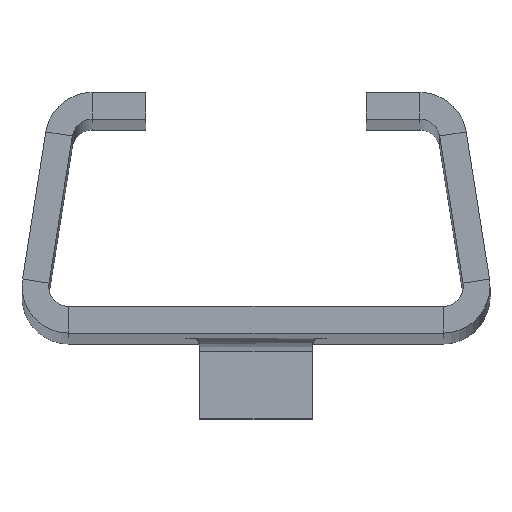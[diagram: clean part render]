
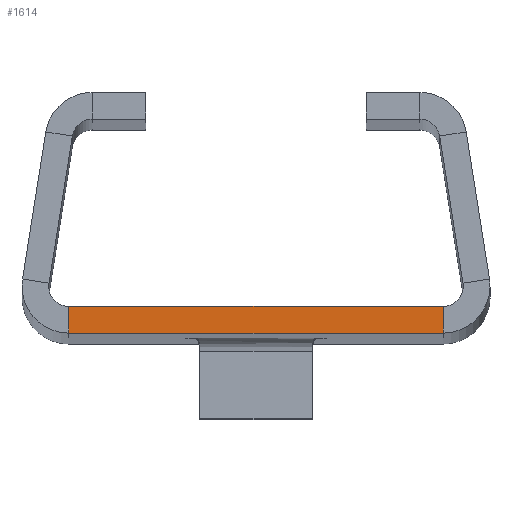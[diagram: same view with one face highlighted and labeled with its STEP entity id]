
A CAD part, top view. The second image highlights one B-rep face of the part: STEP entity #1614.
In plain terms, the highlighted planar face has unit normal (0, 0, 1).
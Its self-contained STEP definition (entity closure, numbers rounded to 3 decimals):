
#107 = DIRECTION ( 'NONE',  ( 0., -1., 0. ) ) ;
#112 = CARTESIAN_POINT ( 'NONE',  ( -14.002, 2., 470. ) ) ;
#179 = VERTEX_POINT ( 'NONE', #885 ) ;
#294 = DIRECTION ( 'NONE',  ( 1., 0., 0. ) ) ;
#295 = CARTESIAN_POINT ( 'NONE',  ( 14.002, 2., 470. ) ) ;
#401 = CARTESIAN_POINT ( 'NONE',  ( -14.002, 2., 470. ) ) ;
#616 = DIRECTION ( 'NONE',  ( 1., 0., 0. ) ) ;
#617 = DIRECTION ( 'NONE',  ( 0., 0., 1. ) ) ;
#618 = PLANE ( 'NONE',  #1884 ) ;
#637 = CARTESIAN_POINT ( 'NONE',  ( 15.484, 3.735, 470. ) ) ;
#713 = LINE ( 'NONE', #857, #720 ) ;
#720 = VECTOR ( 'NONE', #1200, 1000. ) ;
#809 = DIRECTION ( 'NONE',  ( 0., 1., 0. ) ) ;
#825 = CARTESIAN_POINT ( 'NONE',  ( 14.002, 0., 470. ) ) ;
#857 = CARTESIAN_POINT ( 'NONE',  ( 14.002, 0., 470. ) ) ;
#885 = CARTESIAN_POINT ( 'NONE',  ( 14.002, 2., 470. ) ) ;
#932 = VECTOR ( 'NONE', #107, 1000. ) ;
#941 = LINE ( 'NONE', #112, #932 ) ;
#1008 = VECTOR ( 'NONE', #809, 1000. ) ;
#1012 = CARTESIAN_POINT ( 'NONE',  ( -14.002, 0., 470. ) ) ;
#1031 = CARTESIAN_POINT ( 'NONE',  ( 14.002, 0., 470. ) ) ;
#1175 = LINE ( 'NONE', #295, #1189 ) ;
#1189 = VECTOR ( 'NONE', #294, 1000. ) ;
#1200 = DIRECTION ( 'NONE',  ( 1., 0., 0. ) ) ;
#1267 = VERTEX_POINT ( 'NONE', #1031 ) ;
#1297 = VERTEX_POINT ( 'NONE', #1012 ) ;
#1444 = ORIENTED_EDGE ( 'NONE', *, *, #1916, .T. ) ;
#1448 = ORIENTED_EDGE ( 'NONE', *, *, #1754, .F. ) ;
#1463 = FACE_OUTER_BOUND ( 'NONE', #1680, .T. ) ;
#1490 = EDGE_CURVE ( 'NONE', #1267, #179, #1561, .T. ) ;
#1501 = ORIENTED_EDGE ( 'NONE', *, *, #1490, .T. ) ;
#1561 = LINE ( 'NONE', #825, #1008 ) ;
#1614 = ADVANCED_FACE ( 'NONE', ( #1463 ), #618, .T. ) ;
#1680 = EDGE_LOOP ( 'NONE', ( #1930, #1501, #1448, #1444 ) ) ;
#1696 = VERTEX_POINT ( 'NONE', #401 ) ;
#1754 = EDGE_CURVE ( 'NONE', #1696, #179, #1175, .T. ) ;
#1884 = AXIS2_PLACEMENT_3D ( 'NONE', #637, #617, #616 ) ;
#1916 = EDGE_CURVE ( 'NONE', #1696, #1297, #941, .T. ) ;
#1930 = ORIENTED_EDGE ( 'NONE', *, *, #2040, .T. ) ;
#2040 = EDGE_CURVE ( 'NONE', #1297, #1267, #713, .T. ) ;
